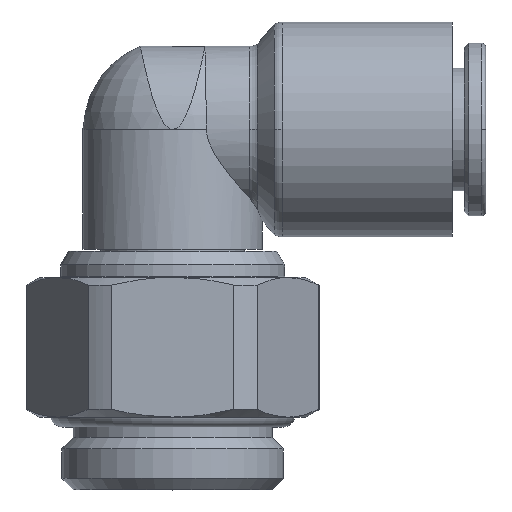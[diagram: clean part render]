
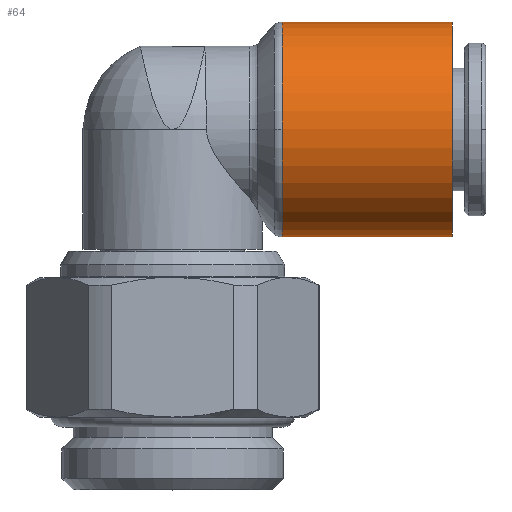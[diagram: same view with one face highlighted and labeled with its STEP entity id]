
A CAD part, top view. The second image highlights one B-rep face of the part: STEP entity #64.
In plain terms, the highlighted cylindrical face has radius 8.083 mm (diameter 16.166 mm), a partial arc.
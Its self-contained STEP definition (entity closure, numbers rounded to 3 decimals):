
#64=ADVANCED_FACE('',(#173),#174,.T.);
#173=FACE_OUTER_BOUND('',#361,.T.);
#174=CYLINDRICAL_SURFACE('',#362,8.083);
#361=EDGE_LOOP('',(#643,#644,#645,#646,#647));
#362=AXIS2_PLACEMENT_3D('',#648,#649,#650);
#643=ORIENTED_EDGE('',*,*,#1283,.F.);
#644=ORIENTED_EDGE('',*,*,#1284,.T.);
#645=ORIENTED_EDGE('',*,*,#1285,.T.);
#646=ORIENTED_EDGE('',*,*,#1286,.F.);
#647=ORIENTED_EDGE('',*,*,#1287,.F.);
#648=CARTESIAN_POINT('',(14.637,27.109,0.0));
#649=DIRECTION('',(1.0,0.0,0.0));
#650=DIRECTION('',(0.0,1.0,0.0));
#1283=EDGE_CURVE('',#1555,#1556,#1557,.T.);
#1284=EDGE_CURVE('',#1555,#1558,#1559,.T.);
#1285=EDGE_CURVE('',#1558,#1560,#1561,.T.);
#1286=EDGE_CURVE('',#1562,#1560,#1563,.T.);
#1287=EDGE_CURVE('',#1556,#1562,#1564,.T.);
#1555=VERTEX_POINT('',#2180);
#1556=VERTEX_POINT('',#2181);
#1557=LINE('',#2182,#2183);
#1558=VERTEX_POINT('',#2184);
#1559=CIRCLE('',#2185,8.083);
#1560=VERTEX_POINT('',#2186);
#1561=CIRCLE('',#2187,8.083);
#1562=VERTEX_POINT('',#2188);
#1563=LINE('',#2189,#2190);
#1564=CIRCLE('',#2191,8.083);
#2180=CARTESIAN_POINT('',(8.253,35.192,0.0));
#2181=CARTESIAN_POINT('',(21.021,35.192,0.0));
#2182=CARTESIAN_POINT('',(14.637,35.192,0.));
#2183=VECTOR('',#3058,1.0);
#2184=CARTESIAN_POINT('',(8.253,27.109,8.083));
#2185=AXIS2_PLACEMENT_3D('',#3059,#3060,#3061);
#2186=CARTESIAN_POINT('',(8.253,19.025,0.));
#2187=AXIS2_PLACEMENT_3D('',#3062,#3063,#3064);
#2188=CARTESIAN_POINT('',(21.021,19.025,0.));
#2189=CARTESIAN_POINT('',(14.637,19.025,0.));
#2190=VECTOR('',#3065,1.0);
#2191=AXIS2_PLACEMENT_3D('',#3066,#3067,#3068);
#3058=DIRECTION('',(1.0,0.0,0.0));
#3059=CARTESIAN_POINT('',(8.253,27.109,0.0));
#3060=DIRECTION('',(1.0,0.0,0.0));
#3061=DIRECTION('',(0.0,1.0,0.0));
#3062=CARTESIAN_POINT('',(8.253,27.109,0.0));
#3063=DIRECTION('',(1.0,0.0,0.0));
#3064=DIRECTION('',(0.0,1.0,0.0));
#3065=DIRECTION('',(-1.0,-0.0,-0.0));
#3066=CARTESIAN_POINT('',(21.021,27.109,0.0));
#3067=DIRECTION('',(1.0,0.0,0.0));
#3068=DIRECTION('',(0.0,1.0,0.0));
